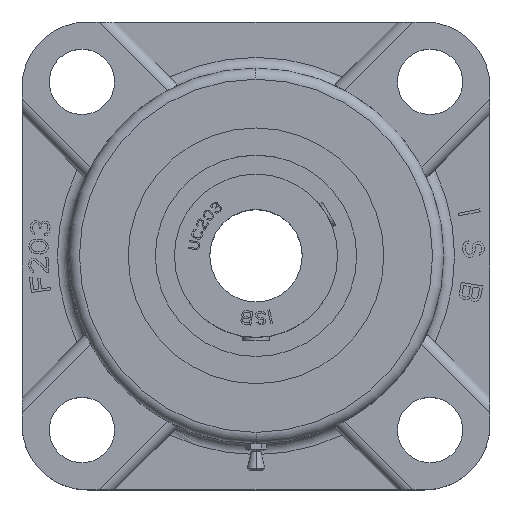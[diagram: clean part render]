
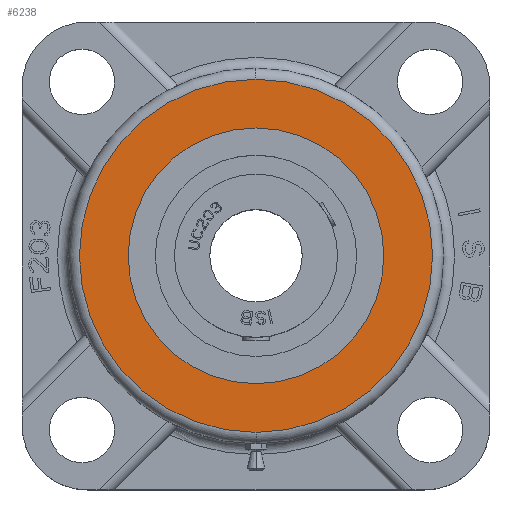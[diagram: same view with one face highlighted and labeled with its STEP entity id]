
A CAD part, top view. The second image highlights one B-rep face of the part: STEP entity #6238.
In plain terms, the highlighted planar face has unit normal (0, 0, 1).
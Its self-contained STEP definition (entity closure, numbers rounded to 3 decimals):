
#1695=CARTESIAN_POINT('',(0.,0.,13.5));
#1696=DIRECTION('',(0.,0.,-1.));
#1697=DIRECTION('',(0.,1.,0.));
#1698=AXIS2_PLACEMENT_3D('',#1695,#1696,#1697);
#1700=CARTESIAN_POINT('',(0.,0.,13.5));
#1701=DIRECTION('',(0.,0.,-1.));
#1702=DIRECTION('',(0.,-1.,0.));
#1703=AXIS2_PLACEMENT_3D('',#1700,#1701,#1702);
#1705=CARTESIAN_POINT('',(0.,0.,13.5));
#1706=DIRECTION('',(0.,0.,1.));
#1707=DIRECTION('',(0.,-1.,0.));
#1708=AXIS2_PLACEMENT_3D('',#1705,#1706,#1707);
#1710=CARTESIAN_POINT('',(0.,0.,13.5));
#1711=DIRECTION('',(0.,0.,1.));
#1712=DIRECTION('',(0.,1.,0.));
#1713=AXIS2_PLACEMENT_3D('',#1710,#1711,#1712);
#3852=CARTESIAN_POINT('',(0.,-23.5,13.5));
#3853=CARTESIAN_POINT('',(0.,23.5,13.5));
#3854=VERTEX_POINT('',#3852);
#3855=VERTEX_POINT('',#3853);
#3892=CARTESIAN_POINT('',(0.,-32.45,13.5));
#3893=CARTESIAN_POINT('',(0.,32.45,13.5));
#3894=VERTEX_POINT('',#3892);
#3895=VERTEX_POINT('',#3893);
#6222=CARTESIAN_POINT('',(0.,0.,13.5));
#6223=DIRECTION('',(0.,0.,1.));
#6224=DIRECTION('',(0.,1.,0.));
#6225=AXIS2_PLACEMENT_3D('',#6222,#6223,#6224);
#6226=PLANE('',#6225);
#6227=ORIENTED_EDGE('',*,*,#6212,.F.);
#6229=ORIENTED_EDGE('',*,*,#6228,.F.);
#6230=EDGE_LOOP('',(#6227,#6229));
#6231=FACE_OUTER_BOUND('',#6230,.F.);
#6233=ORIENTED_EDGE('',*,*,#6232,.F.);
#6235=ORIENTED_EDGE('',*,*,#6234,.F.);
#6236=EDGE_LOOP('',(#6233,#6235));
#6237=FACE_BOUND('',#6236,.F.);
#6238=ADVANCED_FACE('',(#6231,#6237),#6226,.T.);
#1699=CIRCLE('',#1698,23.5);
#1704=CIRCLE('',#1703,23.5);
#1709=CIRCLE('',#1708,32.45);
#1714=CIRCLE('',#1713,32.45);
#6212=EDGE_CURVE('',#3894,#3895,#1709,.T.);
#6228=EDGE_CURVE('',#3895,#3894,#1714,.T.);
#6232=EDGE_CURVE('',#3855,#3854,#1699,.T.);
#6234=EDGE_CURVE('',#3854,#3855,#1704,.T.);
